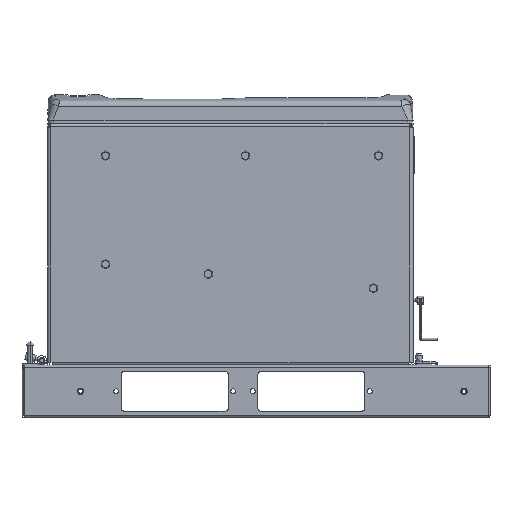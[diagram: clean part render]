
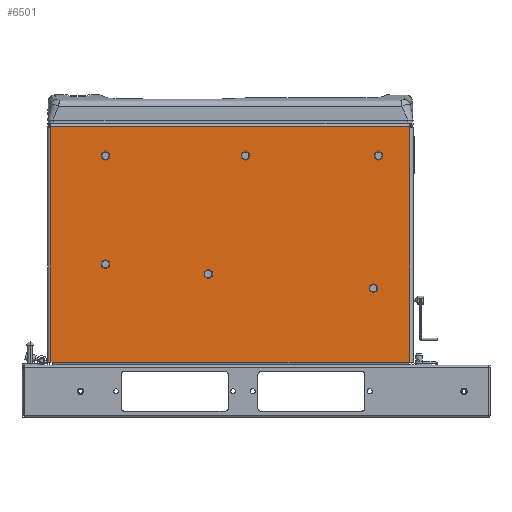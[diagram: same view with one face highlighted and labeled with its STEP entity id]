
A CAD part, left-side view. The second image highlights one B-rep face of the part: STEP entity #6501.
In plain terms, the highlighted planar face has unit normal (-1, 0, 0).
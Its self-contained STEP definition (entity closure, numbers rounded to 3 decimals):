
#181=DIRECTION('',(0.,0.,1.));
#182=VECTOR('',#181,0.06);
#183=CARTESIAN_POINT('',(-3.,6.906,9.13));
#184=LINE('',#183,#182);
#185=DIRECTION('',(0.,0.,-1.));
#186=VECTOR('',#185,0.06);
#187=CARTESIAN_POINT('',(-3.,-6.906,9.19));
#188=LINE('',#187,#186);
#189=DIRECTION('',(0.,1.,0.));
#190=VECTOR('',#189,0.06);
#191=CARTESIAN_POINT('',(-3.,-6.906,0.12));
#192=LINE('',#191,#190);
#193=DIRECTION('',(0.,1.,0.));
#194=VECTOR('',#193,0.06);
#195=CARTESIAN_POINT('',(-3.,6.846,0.12));
#196=LINE('',#195,#194);
#197=CARTESIAN_POINT('',(-3.,-5.697,8.06));
#198=DIRECTION('',(-1.,0.,0.));
#199=DIRECTION('',(0.,1.,0.));
#200=AXIS2_PLACEMENT_3D('',#197,#198,#199);
#202=CARTESIAN_POINT('',(-3.,-5.697,8.06));
#203=DIRECTION('',(-1.,0.,0.));
#204=DIRECTION('',(0.,-1.,0.));
#205=AXIS2_PLACEMENT_3D('',#202,#203,#204);
#207=CARTESIAN_POINT('',(-3.,-0.572,8.06));
#208=DIRECTION('',(-1.,0.,0.));
#209=DIRECTION('',(0.,1.,0.));
#210=AXIS2_PLACEMENT_3D('',#207,#208,#209);
#212=CARTESIAN_POINT('',(-3.,-0.572,8.06));
#213=DIRECTION('',(-1.,0.,0.));
#214=DIRECTION('',(0.,-1.,0.));
#215=AXIS2_PLACEMENT_3D('',#212,#213,#214);
#217=CARTESIAN_POINT('',(-3.,4.803,8.06));
#218=DIRECTION('',(-1.,0.,0.));
#219=DIRECTION('',(0.,1.,0.));
#220=AXIS2_PLACEMENT_3D('',#217,#218,#219);
#222=CARTESIAN_POINT('',(-3.,4.803,8.06));
#223=DIRECTION('',(-1.,0.,0.));
#224=DIRECTION('',(0.,-1.,0.));
#225=AXIS2_PLACEMENT_3D('',#222,#223,#224);
#227=CARTESIAN_POINT('',(-3.,4.803,3.884));
#228=DIRECTION('',(-1.,0.,0.));
#229=DIRECTION('',(0.,1.,0.));
#230=AXIS2_PLACEMENT_3D('',#227,#228,#229);
#232=CARTESIAN_POINT('',(-3.,4.803,3.884));
#233=DIRECTION('',(-1.,0.,0.));
#234=DIRECTION('',(0.,-1.,0.));
#235=AXIS2_PLACEMENT_3D('',#232,#233,#234);
#237=CARTESIAN_POINT('',(-3.,0.853,3.51));
#238=DIRECTION('',(-1.,0.,0.));
#239=DIRECTION('',(0.,1.,0.));
#240=AXIS2_PLACEMENT_3D('',#237,#238,#239);
#242=CARTESIAN_POINT('',(-3.,0.853,3.51));
#243=DIRECTION('',(-1.,0.,0.));
#244=DIRECTION('',(0.,-1.,0.));
#245=AXIS2_PLACEMENT_3D('',#242,#243,#244);
#247=CARTESIAN_POINT('',(-3.,-5.501,2.96));
#248=DIRECTION('',(-1.,0.,0.));
#249=DIRECTION('',(0.,1.,0.));
#250=AXIS2_PLACEMENT_3D('',#247,#248,#249);
#252=CARTESIAN_POINT('',(-3.,-5.501,2.96));
#253=DIRECTION('',(-1.,0.,0.));
#254=DIRECTION('',(0.,-1.,0.));
#255=AXIS2_PLACEMENT_3D('',#252,#253,#254);
#267=DIRECTION('',(0.,-1.,0.));
#268=VECTOR('',#267,13.692);
#269=CARTESIAN_POINT('',(-3.,6.846,0.12));
#270=LINE('',#269,#268);
#782=DIRECTION('',(0.,0.,-1.));
#783=VECTOR('',#782,9.01);
#784=CARTESIAN_POINT('',(-3.,-6.906,9.13));
#785=LINE('',#784,#783);
#1806=DIRECTION('',(0.,-1.,0.));
#1807=VECTOR('',#1806,13.812);
#1808=CARTESIAN_POINT('',(-3.,6.906,9.19));
#1809=LINE('',#1808,#1807);
#3649=DIRECTION('',(0.,0.,1.));
#3650=VECTOR('',#3649,9.01);
#3651=CARTESIAN_POINT('',(-3.,6.906,0.12));
#3652=LINE('',#3651,#3650);
#4669=CARTESIAN_POINT('',(-3.,6.846,0.12));
#4670=CARTESIAN_POINT('',(-3.,-6.846,0.12));
#4671=VERTEX_POINT('',#4669);
#4672=VERTEX_POINT('',#4670);
#4693=CARTESIAN_POINT('',(-3.,-6.906,0.12));
#4694=VERTEX_POINT('',#4693);
#4701=CARTESIAN_POINT('',(-3.,-6.906,9.13));
#4702=VERTEX_POINT('',#4701);
#4708=CARTESIAN_POINT('',(-3.,6.906,9.13));
#4710=VERTEX_POINT('',#4708);
#4715=CARTESIAN_POINT('',(-3.,-6.906,9.19));
#4716=VERTEX_POINT('',#4715);
#4717=CARTESIAN_POINT('',(-3.,6.906,9.19));
#4718=VERTEX_POINT('',#4717);
#4743=CARTESIAN_POINT('',(-3.,6.906,0.12));
#4744=VERTEX_POINT('',#4743);
#5694=CARTESIAN_POINT('',(-3.,-5.557,8.06));
#5695=CARTESIAN_POINT('',(-3.,-5.838,8.06));
#5696=VERTEX_POINT('',#5694);
#5697=VERTEX_POINT('',#5695);
#5698=CARTESIAN_POINT('',(-3.,-0.432,8.06));
#5699=CARTESIAN_POINT('',(-3.,-0.713,8.06));
#5700=VERTEX_POINT('',#5698);
#5701=VERTEX_POINT('',#5699);
#5702=CARTESIAN_POINT('',(-3.,4.944,8.06));
#5703=CARTESIAN_POINT('',(-3.,4.663,8.06));
#5704=VERTEX_POINT('',#5702);
#5705=VERTEX_POINT('',#5703);
#5706=CARTESIAN_POINT('',(-3.,4.944,3.884));
#5707=CARTESIAN_POINT('',(-3.,4.663,3.884));
#5708=VERTEX_POINT('',#5706);
#5709=VERTEX_POINT('',#5707);
#5710=CARTESIAN_POINT('',(-3.,0.994,3.51));
#5711=CARTESIAN_POINT('',(-3.,0.713,3.51));
#5712=VERTEX_POINT('',#5710);
#5713=VERTEX_POINT('',#5711);
#5714=CARTESIAN_POINT('',(-3.,-5.361,2.96));
#5715=CARTESIAN_POINT('',(-3.,-5.642,2.96));
#5716=VERTEX_POINT('',#5714);
#5717=VERTEX_POINT('',#5715);
#6442=CARTESIAN_POINT('',(-3.,3.687,0.));
#6443=DIRECTION('',(-1.,0.,0.));
#6444=DIRECTION('',(0.,-1.,0.));
#6445=AXIS2_PLACEMENT_3D('',#6442,#6443,#6444);
#6446=PLANE('',#6445);
#6448=ORIENTED_EDGE('',*,*,#6447,.T.);
#6450=ORIENTED_EDGE('',*,*,#6449,.T.);
#6452=ORIENTED_EDGE('',*,*,#6451,.T.);
#6454=ORIENTED_EDGE('',*,*,#6453,.T.);
#6456=ORIENTED_EDGE('',*,*,#6455,.T.);
#6458=ORIENTED_EDGE('',*,*,#6457,.F.);
#6460=ORIENTED_EDGE('',*,*,#6459,.T.);
#6462=ORIENTED_EDGE('',*,*,#6461,.T.);
#6463=EDGE_LOOP('',(#6448,#6450,#6452,#6454,#6456,#6458,#6460,#6462));
#6464=FACE_OUTER_BOUND('',#6463,.F.);
#6466=ORIENTED_EDGE('',*,*,#6465,.T.);
#6468=ORIENTED_EDGE('',*,*,#6467,.T.);
#6469=EDGE_LOOP('',(#6466,#6468));
#6470=FACE_BOUND('',#6469,.F.);
#6472=ORIENTED_EDGE('',*,*,#6471,.T.);
#6474=ORIENTED_EDGE('',*,*,#6473,.T.);
#6475=EDGE_LOOP('',(#6472,#6474));
#6476=FACE_BOUND('',#6475,.F.);
#6478=ORIENTED_EDGE('',*,*,#6477,.T.);
#6480=ORIENTED_EDGE('',*,*,#6479,.T.);
#6481=EDGE_LOOP('',(#6478,#6480));
#6482=FACE_BOUND('',#6481,.F.);
#6484=ORIENTED_EDGE('',*,*,#6483,.T.);
#6486=ORIENTED_EDGE('',*,*,#6485,.T.);
#6487=EDGE_LOOP('',(#6484,#6486));
#6488=FACE_BOUND('',#6487,.F.);
#6490=ORIENTED_EDGE('',*,*,#6489,.T.);
#6492=ORIENTED_EDGE('',*,*,#6491,.T.);
#6493=EDGE_LOOP('',(#6490,#6492));
#6494=FACE_BOUND('',#6493,.F.);
#6496=ORIENTED_EDGE('',*,*,#6495,.T.);
#6498=ORIENTED_EDGE('',*,*,#6497,.T.);
#6499=EDGE_LOOP('',(#6496,#6498));
#6500=FACE_BOUND('',#6499,.F.);
#6501=ADVANCED_FACE('',(#6464,#6470,#6476,#6482,#6488,#6494,#6500),#6446,.T.);
#201=CIRCLE('',#200,0.141);
#206=CIRCLE('',#205,0.141);
#211=CIRCLE('',#210,0.141);
#216=CIRCLE('',#215,0.141);
#221=CIRCLE('',#220,0.141);
#226=CIRCLE('',#225,0.141);
#231=CIRCLE('',#230,0.141);
#236=CIRCLE('',#235,0.141);
#241=CIRCLE('',#240,0.141);
#246=CIRCLE('',#245,0.141);
#251=CIRCLE('',#250,0.141);
#256=CIRCLE('',#255,0.141);
#6447=EDGE_CURVE('',#4710,#4718,#184,.T.);
#6449=EDGE_CURVE('',#4718,#4716,#1809,.T.);
#6451=EDGE_CURVE('',#4716,#4702,#188,.T.);
#6453=EDGE_CURVE('',#4702,#4694,#785,.T.);
#6455=EDGE_CURVE('',#4694,#4672,#192,.T.);
#6457=EDGE_CURVE('',#4671,#4672,#270,.T.);
#6459=EDGE_CURVE('',#4671,#4744,#196,.T.);
#6461=EDGE_CURVE('',#4744,#4710,#3652,.T.);
#6465=EDGE_CURVE('',#5696,#5697,#201,.T.);
#6467=EDGE_CURVE('',#5697,#5696,#206,.T.);
#6471=EDGE_CURVE('',#5700,#5701,#211,.T.);
#6473=EDGE_CURVE('',#5701,#5700,#216,.T.);
#6477=EDGE_CURVE('',#5704,#5705,#221,.T.);
#6479=EDGE_CURVE('',#5705,#5704,#226,.T.);
#6483=EDGE_CURVE('',#5708,#5709,#231,.T.);
#6485=EDGE_CURVE('',#5709,#5708,#236,.T.);
#6489=EDGE_CURVE('',#5712,#5713,#241,.T.);
#6491=EDGE_CURVE('',#5713,#5712,#246,.T.);
#6495=EDGE_CURVE('',#5716,#5717,#251,.T.);
#6497=EDGE_CURVE('',#5717,#5716,#256,.T.);
